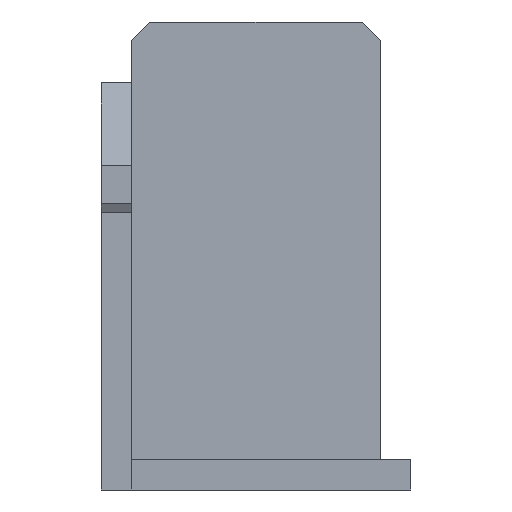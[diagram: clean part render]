
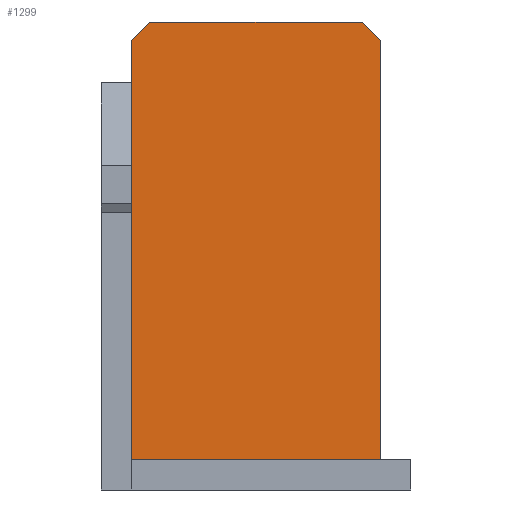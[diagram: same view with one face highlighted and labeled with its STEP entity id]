
A CAD part, left-side view. The second image highlights one B-rep face of the part: STEP entity #1299.
In plain terms, the highlighted planar face has unit normal (-1, 0, 0).
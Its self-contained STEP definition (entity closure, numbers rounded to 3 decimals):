
#10 = CARTESIAN_POINT ( 'NONE',  ( 0., 4.1, -7.2 ) ) ;
#138 = EDGE_CURVE ( 'NONE', #1425, #2519, #1783, .T. ) ;
#171 = EDGE_LOOP ( 'NONE', ( #1960, #2267, #750, #1118, #2358, #1166 ) ) ;
#172 = EDGE_CURVE ( 'NONE', #975, #2492, #1687, .T. ) ;
#177 = CARTESIAN_POINT ( 'NONE',  ( 0., 0.3, 0. ) ) ;
#220 = DIRECTION ( 'NONE',  ( 0., 0., 1. ) ) ;
#460 = CARTESIAN_POINT ( 'NONE',  ( 0., 0., -0.3 ) ) ;
#494 = DIRECTION ( 'NONE',  ( 0., 0.707, 0.707 ) ) ;
#569 = VECTOR ( 'NONE', #220, 1000. ) ;
#580 = CARTESIAN_POINT ( 'NONE',  ( 0., 3.8, 0. ) ) ;
#609 = VECTOR ( 'NONE', #1656, 1000. ) ;
#667 = LINE ( 'NONE', #1456, #984 ) ;
#732 = CARTESIAN_POINT ( 'NONE',  ( 0., 0., -7.2 ) ) ;
#750 = ORIENTED_EDGE ( 'NONE', *, *, #1619, .F. ) ;
#796 = CARTESIAN_POINT ( 'NONE',  ( 0., -1.4, -1.7 ) ) ;
#838 = CARTESIAN_POINT ( 'NONE',  ( 0., 4.1, -7.2 ) ) ;
#890 = VECTOR ( 'NONE', #1069, 1000. ) ;
#975 = VERTEX_POINT ( 'NONE', #838 ) ;
#984 = VECTOR ( 'NONE', #2251, 1000. ) ;
#991 = EDGE_CURVE ( 'NONE', #1655, #2519, #2045, .T. ) ;
#993 = CARTESIAN_POINT ( 'NONE',  ( 0., 4.1, -0.3 ) ) ;
#1069 = DIRECTION ( 'NONE',  ( 0., -1., 0. ) ) ;
#1079 = CARTESIAN_POINT ( 'NONE',  ( 0., 4.1, -7.2 ) ) ;
#1118 = ORIENTED_EDGE ( 'NONE', *, *, #172, .T. ) ;
#1164 = DIRECTION ( 'NONE',  ( -1., 0., 0. ) ) ;
#1166 = ORIENTED_EDGE ( 'NONE', *, *, #138, .T. ) ;
#1299 = ADVANCED_FACE ( 'NONE', ( #1755 ), #1382, .T. ) ;
#1382 = PLANE ( 'NONE',  #2264 ) ;
#1425 = VERTEX_POINT ( 'NONE', #460 ) ;
#1456 = CARTESIAN_POINT ( 'NONE',  ( 0., 7.55, -3.75 ) ) ;
#1458 = EDGE_CURVE ( 'NONE', #1655, #1724, #667, .T. ) ;
#1587 = CARTESIAN_POINT ( 'NONE',  ( 0., 0., -7.2 ) ) ;
#1597 = LINE ( 'NONE', #10, #569 ) ;
#1619 = EDGE_CURVE ( 'NONE', #975, #1724, #1597, .T. ) ;
#1655 = VERTEX_POINT ( 'NONE', #580 ) ;
#1656 = DIRECTION ( 'NONE',  ( 0., -1., 0. ) ) ;
#1687 = LINE ( 'NONE', #1079, #890 ) ;
#1724 = VERTEX_POINT ( 'NONE', #993 ) ;
#1755 = FACE_OUTER_BOUND ( 'NONE', #171, .T. ) ;
#1783 = LINE ( 'NONE', #796, #1842 ) ;
#1785 = LINE ( 'NONE', #1587, #2010 ) ;
#1842 = VECTOR ( 'NONE', #494, 1000. ) ;
#1960 = ORIENTED_EDGE ( 'NONE', *, *, #991, .F. ) ;
#1964 = DIRECTION ( 'NONE',  ( 0., -1., 0. ) ) ;
#2010 = VECTOR ( 'NONE', #2550, 1000. ) ;
#2045 = LINE ( 'NONE', #2234, #609 ) ;
#2234 = CARTESIAN_POINT ( 'NONE',  ( 0., 4.1, 0. ) ) ;
#2251 = DIRECTION ( 'NONE',  ( 0., 0.707, -0.707 ) ) ;
#2264 = AXIS2_PLACEMENT_3D ( 'NONE', #2362, #1164, #1964 ) ;
#2267 = ORIENTED_EDGE ( 'NONE', *, *, #1458, .T. ) ;
#2358 = ORIENTED_EDGE ( 'NONE', *, *, #2404, .T. ) ;
#2362 = CARTESIAN_POINT ( 'NONE',  ( 0., 4.1, -7.2 ) ) ;
#2404 = EDGE_CURVE ( 'NONE', #2492, #1425, #1785, .T. ) ;
#2492 = VERTEX_POINT ( 'NONE', #732 ) ;
#2519 = VERTEX_POINT ( 'NONE', #177 ) ;
#2550 = DIRECTION ( 'NONE',  ( 0., 0., 1. ) ) ;
